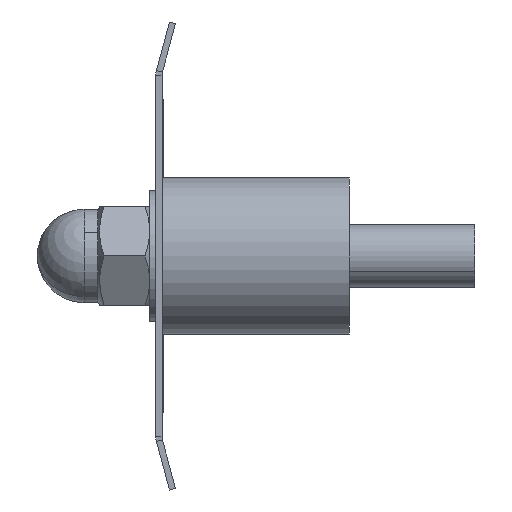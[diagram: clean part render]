
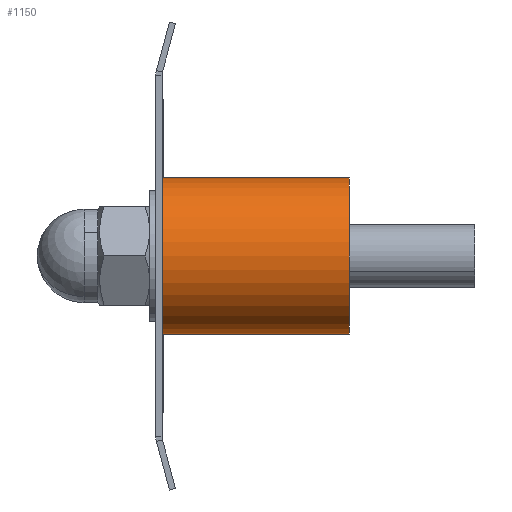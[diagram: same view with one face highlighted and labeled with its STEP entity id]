
A CAD part, left-side view. The second image highlights one B-rep face of the part: STEP entity #1150.
In plain terms, the highlighted cylindrical face has radius 12.5 mm (diameter 25 mm), a partial arc.
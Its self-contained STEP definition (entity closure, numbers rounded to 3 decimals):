
#62 = CARTESIAN_POINT ( 'NONE',  ( 0., 15., 12.5 ) ) ;
#110 = DIRECTION ( 'NONE',  ( 0., 0., -1. ) ) ;
#116 = CARTESIAN_POINT ( 'NONE',  ( 0., -15., -12.5 ) ) ;
#200 = CIRCLE ( 'NONE', #1246, 12.5 ) ;
#374 = CARTESIAN_POINT ( 'NONE',  ( 0., -40.197, 0. ) ) ;
#394 = EDGE_CURVE ( 'NONE', #1657, #2025, #1409, .T. ) ;
#410 = CARTESIAN_POINT ( 'NONE',  ( 0., 15., -12.5 ) ) ;
#418 = CARTESIAN_POINT ( 'NONE',  ( 0., 15., 0. ) ) ;
#513 = ORIENTED_EDGE ( 'NONE', *, *, #1383, .F. ) ;
#556 = FACE_OUTER_BOUND ( 'NONE', #2235, .T. ) ;
#744 = DIRECTION ( 'NONE',  ( 0., -1., 0. ) ) ;
#782 = VECTOR ( 'NONE', #1650, 1000. ) ;
#805 = DIRECTION ( 'NONE',  ( 0., 0., -1. ) ) ;
#897 = CARTESIAN_POINT ( 'NONE',  ( 0., -40.197, -12.5 ) ) ;
#934 = DIRECTION ( 'NONE',  ( 0., -1., 0. ) ) ;
#957 = VECTOR ( 'NONE', #744, 1000. ) ;
#979 = ORIENTED_EDGE ( 'NONE', *, *, #394, .T. ) ;
#1031 = CARTESIAN_POINT ( 'NONE',  ( 0., -15., 12.5 ) ) ;
#1098 = LINE ( 'NONE', #897, #782 ) ;
#1150 = ADVANCED_FACE ( 'NONE', ( #556 ), #2032, .T. ) ;
#1153 = VERTEX_POINT ( 'NONE', #116 ) ;
#1163 = DIRECTION ( 'NONE',  ( 0., -1., 0. ) ) ;
#1231 = VERTEX_POINT ( 'NONE', #1031 ) ;
#1246 = AXIS2_PLACEMENT_3D ( 'NONE', #2279, #1163, #805 ) ;
#1382 = DIRECTION ( 'NONE',  ( 0., 0., -1. ) ) ;
#1383 = EDGE_CURVE ( 'NONE', #1657, #1231, #2231, .T. ) ;
#1409 = CIRCLE ( 'NONE', #1600, 12.5 ) ;
#1499 = ORIENTED_EDGE ( 'NONE', *, *, #1574, .F. ) ;
#1574 = EDGE_CURVE ( 'NONE', #1231, #1153, #200, .T. ) ;
#1600 = AXIS2_PLACEMENT_3D ( 'NONE', #418, #1776, #110 ) ;
#1650 = DIRECTION ( 'NONE',  ( 0., -1., 0. ) ) ;
#1657 = VERTEX_POINT ( 'NONE', #62 ) ;
#1665 = CARTESIAN_POINT ( 'NONE',  ( 0., -40.197, 12.5 ) ) ;
#1678 = AXIS2_PLACEMENT_3D ( 'NONE', #374, #934, #1382 ) ;
#1776 = DIRECTION ( 'NONE',  ( 0., -1., 0. ) ) ;
#1856 = ORIENTED_EDGE ( 'NONE', *, *, #1918, .T. ) ;
#1918 = EDGE_CURVE ( 'NONE', #2025, #1153, #1098, .T. ) ;
#2025 = VERTEX_POINT ( 'NONE', #410 ) ;
#2032 = CYLINDRICAL_SURFACE ( 'NONE', #1678, 12.5 ) ;
#2231 = LINE ( 'NONE', #1665, #957 ) ;
#2235 = EDGE_LOOP ( 'NONE', ( #513, #979, #1856, #1499 ) ) ;
#2279 = CARTESIAN_POINT ( 'NONE',  ( 0., -15., 0. ) ) ;
